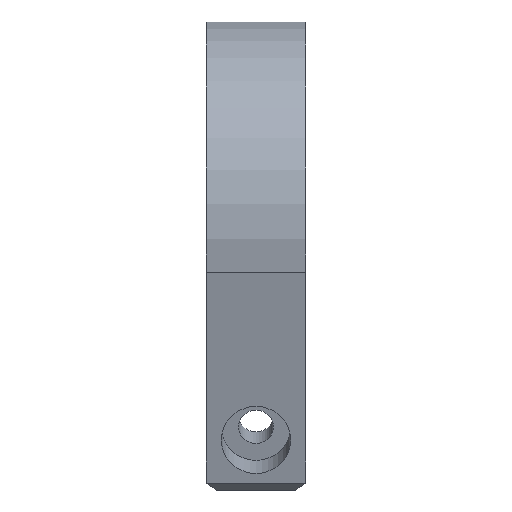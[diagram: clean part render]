
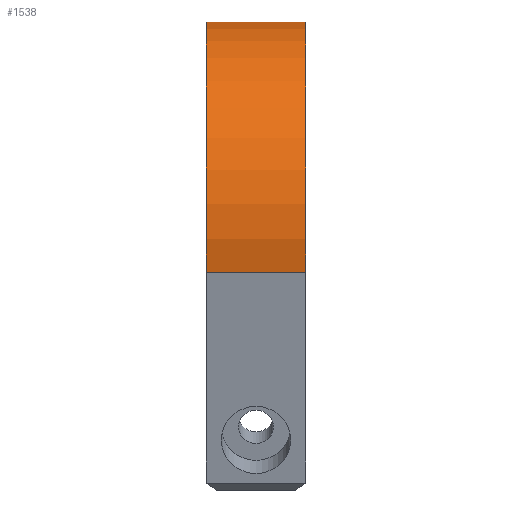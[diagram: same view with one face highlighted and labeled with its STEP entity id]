
A CAD part, front view. The second image highlights one B-rep face of the part: STEP entity #1538.
In plain terms, the highlighted cylindrical face has radius 20 mm (diameter 40 mm), a partial arc.
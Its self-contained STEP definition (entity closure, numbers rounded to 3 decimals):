
#241 = PLANE('',#242);
#242 = AXIS2_PLACEMENT_3D('',#243,#244,#245);
#243 = CARTESIAN_POINT('',(4.9,-33.644,95.064)
  );
#244 = DIRECTION('',(1.,0.,0.));
#245 = DIRECTION('',(0.,1.,0.));
#297 = PLANE('',#298);
#298 = AXIS2_PLACEMENT_3D('',#299,#300,#301);
#299 = CARTESIAN_POINT('',(-5.1,-33.947,
    94.959));
#300 = DIRECTION('',(-1.,0.,0.));
#301 = DIRECTION('',(0.,0.,-1.));
#860 = VERTEX_POINT('',#861);
#861 = CARTESIAN_POINT('',(4.9,-34.368,114.647));
#875 = PLANE('',#876);
#876 = AXIS2_PLACEMENT_3D('',#877,#878,#879);
#877 = CARTESIAN_POINT('',(4.9,-12.59,113.));
#878 = DIRECTION('',(0.,0.075,
    0.997));
#879 = DIRECTION('',(0.,-0.997,
    0.075));
#887 = EDGE_CURVE('',#888,#860,#890,.T.);
#888 = VERTEX_POINT('',#889);
#889 = CARTESIAN_POINT('',(4.9,-55.162,
    89.408));
#890 = SURFACE_CURVE('',#891,(#896,#907),.PCURVE_S1.);
#891 = CIRCLE('',#892,20.);
#892 = AXIS2_PLACEMENT_3D('',#893,#894,#895);
#893 = CARTESIAN_POINT('',(4.9,-35.876,94.704
    ));
#894 = DIRECTION('',(-1.,0.,0.));
#895 = DIRECTION('',(0.,-1.,0.));
#896 = PCURVE('',#241,#897);
#897 = DEFINITIONAL_REPRESENTATION('',(#898),#906);
#898 = ( BOUNDED_CURVE() B_SPLINE_CURVE(2,(#899,#900,#901,#902,#903,#904
,#905),.UNSPECIFIED.,.T.,.F.) B_SPLINE_CURVE_WITH_KNOTS((1,2,2,2,2,1),(
    -2.094,0.,2.094,4.189,6.283,
8.378),.UNSPECIFIED.) CURVE() GEOMETRIC_REPRESENTATION_ITEM() 
RATIONAL_B_SPLINE_CURVE((1.,0.5,1.,0.5,1.,0.5,1.)) REPRESENTATION_ITEM(
  '') );
#899 = CARTESIAN_POINT('',(-22.232,-0.359));
#900 = CARTESIAN_POINT('',(-22.232,34.282));
#901 = CARTESIAN_POINT('',(7.768,16.961));
#902 = CARTESIAN_POINT('',(37.768,-0.359));
#903 = CARTESIAN_POINT('',(7.768,-17.68));
#904 = CARTESIAN_POINT('',(-22.232,-35.));
#905 = CARTESIAN_POINT('',(-22.232,-0.359));
#906 = ( GEOMETRIC_REPRESENTATION_CONTEXT(2) 
PARAMETRIC_REPRESENTATION_CONTEXT() REPRESENTATION_CONTEXT('2D SPACE',''
  ) );
#907 = PCURVE('',#908,#913);
#908 = CYLINDRICAL_SURFACE('',#909,20.);
#909 = AXIS2_PLACEMENT_3D('',#910,#911,#912);
#910 = CARTESIAN_POINT('',(-5.1,-35.876,
    94.704));
#911 = DIRECTION('',(-1.,0.,0.));
#912 = DIRECTION('',(0.,-1.,0.));
#913 = DEFINITIONAL_REPRESENTATION('',(#914),#918);
#914 = LINE('',#915,#916);
#915 = CARTESIAN_POINT('',(0.,-10.));
#916 = VECTOR('',#917,1.);
#917 = DIRECTION('',(1.,0.));
#918 = ( GEOMETRIC_REPRESENTATION_CONTEXT(2) 
PARAMETRIC_REPRESENTATION_CONTEXT() REPRESENTATION_CONTEXT('2D SPACE',''
  ) );
#936 = PLANE('',#937);
#937 = AXIS2_PLACEMENT_3D('',#938,#939,#940);
#938 = CARTESIAN_POINT('',(-5.1,-55.162,
    89.408));
#939 = DIRECTION('',(0.,0.964,0.265));
#940 = DIRECTION('',(0.,0.265,-0.964));
#1350 = VERTEX_POINT('',#1351);
#1351 = CARTESIAN_POINT('',(-5.1,-55.162,
    89.408));
#1372 = EDGE_CURVE('',#1350,#1373,#1375,.T.);
#1373 = VERTEX_POINT('',#1374);
#1374 = CARTESIAN_POINT('',(-5.1,-34.368,
    114.647));
#1375 = SURFACE_CURVE('',#1376,(#1381,#1388),.PCURVE_S1.);
#1376 = CIRCLE('',#1377,20.);
#1377 = AXIS2_PLACEMENT_3D('',#1378,#1379,#1380);
#1378 = CARTESIAN_POINT('',(-5.1,-35.876,
    94.704));
#1379 = DIRECTION('',(-1.,0.,0.));
#1380 = DIRECTION('',(0.,-1.,0.));
#1381 = PCURVE('',#297,#1382);
#1382 = DEFINITIONAL_REPRESENTATION('',(#1383),#1387);
#1383 = CIRCLE('',#1384,20.);
#1384 = AXIS2_PLACEMENT_2D('',#1385,#1386);
#1385 = CARTESIAN_POINT('',(0.254,1.929));
#1386 = DIRECTION('',(0.,1.));
#1387 = ( GEOMETRIC_REPRESENTATION_CONTEXT(2) 
PARAMETRIC_REPRESENTATION_CONTEXT() REPRESENTATION_CONTEXT('2D SPACE',''
  ) );
#1388 = PCURVE('',#908,#1389);
#1389 = DEFINITIONAL_REPRESENTATION('',(#1390),#1394);
#1390 = LINE('',#1391,#1392);
#1391 = CARTESIAN_POINT('',(0.,0.));
#1392 = VECTOR('',#1393,1.);
#1393 = DIRECTION('',(1.,0.));
#1394 = ( GEOMETRIC_REPRESENTATION_CONTEXT(2) 
PARAMETRIC_REPRESENTATION_CONTEXT() REPRESENTATION_CONTEXT('2D SPACE',''
  ) );
#1518 = EDGE_CURVE('',#860,#1373,#1519,.T.);
#1519 = SURFACE_CURVE('',#1520,(#1524,#1531),.PCURVE_S1.);
#1520 = LINE('',#1521,#1522);
#1521 = CARTESIAN_POINT('',(4.9,-34.368,114.647));
#1522 = VECTOR('',#1523,1.);
#1523 = DIRECTION('',(-1.,0.,0.));
#1524 = PCURVE('',#875,#1525);
#1525 = DEFINITIONAL_REPRESENTATION('',(#1526),#1530);
#1526 = LINE('',#1527,#1528);
#1527 = CARTESIAN_POINT('',(21.84,0.));
#1528 = VECTOR('',#1529,1.);
#1529 = DIRECTION('',(0.,-1.));
#1530 = ( GEOMETRIC_REPRESENTATION_CONTEXT(2) 
PARAMETRIC_REPRESENTATION_CONTEXT() REPRESENTATION_CONTEXT('2D SPACE',''
  ) );
#1531 = PCURVE('',#908,#1532);
#1532 = DEFINITIONAL_REPRESENTATION('',(#1533),#1537);
#1533 = LINE('',#1534,#1535);
#1534 = CARTESIAN_POINT('',(7.929,-10.));
#1535 = VECTOR('',#1536,1.);
#1536 = DIRECTION('',(0.,1.));
#1537 = ( GEOMETRIC_REPRESENTATION_CONTEXT(2) 
PARAMETRIC_REPRESENTATION_CONTEXT() REPRESENTATION_CONTEXT('2D SPACE',''
  ) );
#1538 = ADVANCED_FACE('',(#1539),#908,.T.);
#1539 = FACE_BOUND('',#1540,.T.);
#1540 = EDGE_LOOP('',(#1541,#1542,#1563,#1564));
#1541 = ORIENTED_EDGE('',*,*,#1372,.F.);
#1542 = ORIENTED_EDGE('',*,*,#1543,.T.);
#1543 = EDGE_CURVE('',#1350,#888,#1544,.T.);
#1544 = SURFACE_CURVE('',#1545,(#1549,#1556),.PCURVE_S1.);
#1545 = LINE('',#1546,#1547);
#1546 = CARTESIAN_POINT('',(-5.1,-55.162,
    89.408));
#1547 = VECTOR('',#1548,1.);
#1548 = DIRECTION('',(1.,0.,0.));
#1549 = PCURVE('',#908,#1550);
#1550 = DEFINITIONAL_REPRESENTATION('',(#1551),#1555);
#1551 = LINE('',#1552,#1553);
#1552 = CARTESIAN_POINT('',(6.015,0.));
#1553 = VECTOR('',#1554,1.);
#1554 = DIRECTION('',(0.,-1.));
#1555 = ( GEOMETRIC_REPRESENTATION_CONTEXT(2) 
PARAMETRIC_REPRESENTATION_CONTEXT() REPRESENTATION_CONTEXT('2D SPACE',''
  ) );
#1556 = PCURVE('',#936,#1557);
#1557 = DEFINITIONAL_REPRESENTATION('',(#1558),#1562);
#1558 = LINE('',#1559,#1560);
#1559 = CARTESIAN_POINT('',(0.,0.));
#1560 = VECTOR('',#1561,1.);
#1561 = DIRECTION('',(0.,-1.));
#1562 = ( GEOMETRIC_REPRESENTATION_CONTEXT(2) 
PARAMETRIC_REPRESENTATION_CONTEXT() REPRESENTATION_CONTEXT('2D SPACE',''
  ) );
#1563 = ORIENTED_EDGE('',*,*,#887,.T.);
#1564 = ORIENTED_EDGE('',*,*,#1518,.T.);
